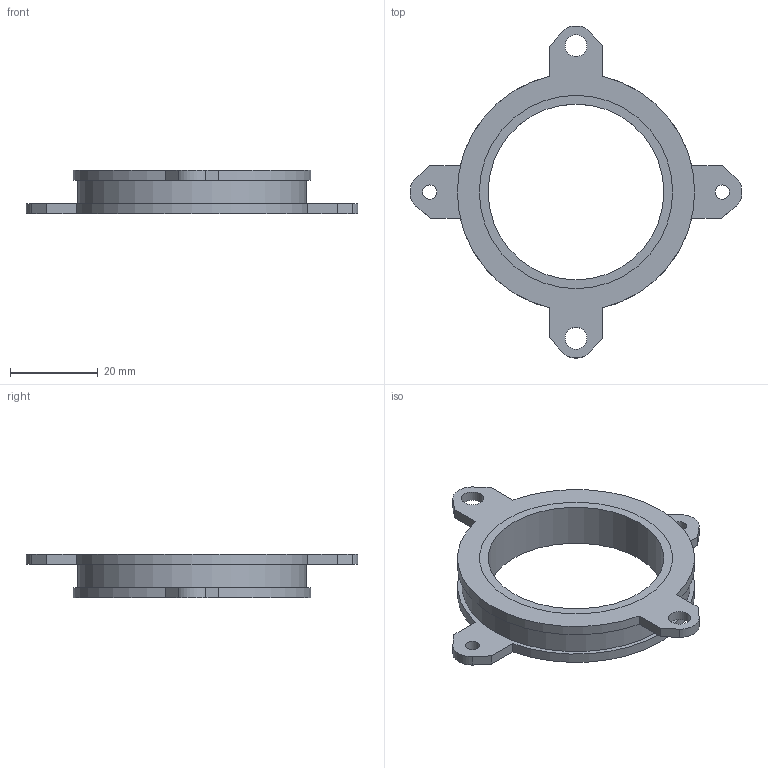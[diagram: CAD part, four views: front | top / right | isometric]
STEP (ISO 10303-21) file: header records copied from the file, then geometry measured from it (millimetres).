
FILE_DESCRIPTION(/* description */ (''),/* implementation_level */ '2;1');
FILE_NAME(/* name */ 'D-00003328.stp',/* time_stamp */ '2019-12-09T16:24:18+01:00',/* author */ ('edgar.garcia'),/* organization */ (''),/* preprocessor_version */ 'ST-DEVELOPER v17.2',/* originating_system */ 'Autodesk Inventor 2019',/* authorisation */ '');
FILE_SCHEMA (('AUTOMOTIVE_DESIGN { 1 0 10303 214 3 1 1 }'));
Products named in the file (4): D-00003328; D-00003325; D-00003326; D-00003327
Assembly tree (3 placements, depth 2):
  D-00003328
    D-00003325
    D-00003326
    D-00003327
Bounding box: 75.57 x 75.57 x 10 mm (x, y, z)
Volume: 10348 mm3; surface area: 10075.1 mm2
Topology: 3 solids, 3 shells, 42 faces, 114 edges, 80 vertices
Faces by surface type: plane 24, cylinder 18
Full cylindrical faces by diameter (mm): 3.242 x2, 5 x2, 40 x1, 44 x4, 52 x1
Entity records: 1526 total; most frequent: DIRECTION 260, CARTESIAN_POINT 243, ORIENTED_EDGE 228, EDGE_CURVE 114, AXIS2_PLACEMENT_3D 97, VERTEX_POINT 80, LINE 66, VECTOR 66
